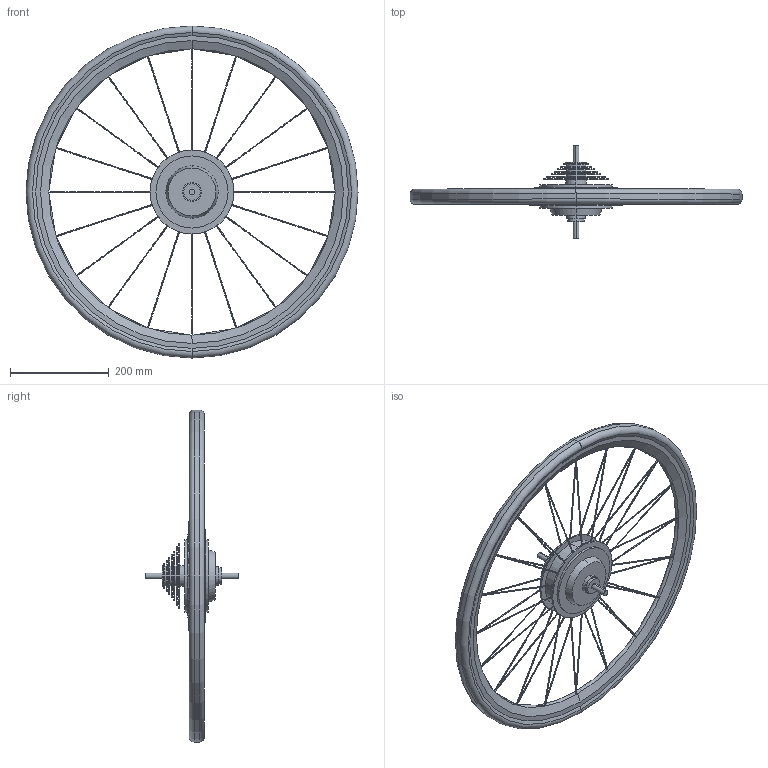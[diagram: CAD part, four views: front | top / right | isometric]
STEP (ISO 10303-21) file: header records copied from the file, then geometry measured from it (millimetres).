
FILE_DESCRIPTION (( 'STEP AP203' ), '1' );
FILE_NAME ('Backwheel_Default_sldprt.STEP', '2022-09-02T14:23:49', ( '' ), ( '' ), 'SwSTEP 2.0', 'SolidWorks 2021', '' );
FILE_SCHEMA (( 'CONFIG_CONTROL_DESIGN' ));
Length unit declared in the file: millimetre
Products named in the file (1): Backwheel_Default_sldprt
Bounding box: 672.51 x 190 x 672.51 mm (x, y, z)
Volume: 3212098.8 mm3; surface area: 473571.2 mm2
Topology: 1 solids, 1 shells, 174 faces, 492 edges, 320 vertices
Faces by surface type: bspline 80, cylinder 52, plane 28, torus 8, cone 6
Entity records: 8949 total; most frequent: CARTESIAN_POINT 5007, ORIENTED_EDGE 984, DIRECTION 510, EDGE_CURVE 492, VERTEX_POINT 320, B_SPLINE_CURVE_WITH_KNOTS 300, EDGE_LOOP 254, AXIS2_PLACEMENT_3D 223
